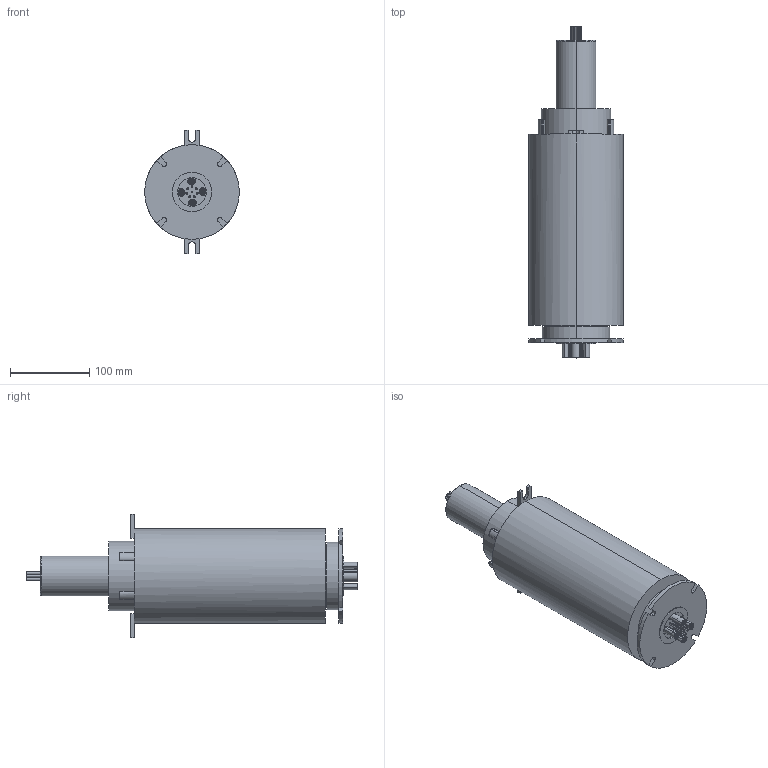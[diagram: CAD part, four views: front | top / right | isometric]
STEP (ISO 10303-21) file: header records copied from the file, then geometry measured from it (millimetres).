
FILE_DESCRIPTION (( 'STEP AP203' ), '1' );
FILE_NAME ('MFO808-S49-IP65(N098).STEP', '2020-08-11T02:10:49', ( 'User' ), ( 'China' ), 'SwSTEP 2.0', 'SolidWorks 2014', '' );
FILE_SCHEMA (( 'CONFIG_CONTROL_DESIGN' ));
Length unit declared in the file: millimetre
Products named in the file (1): MFO808-S49-IP65(N098)
Bounding box: 119 x 417.8 x 156 mm (x, y, z)
Volume: 3196091.5 mm3; surface area: 177002.2 mm2
Topology: 1 solids, 1 shells, 478 faces, 1002 edges, 666 vertices
Faces by surface type: cylinder 268, plane 176, bspline 32, cone 2
Entity records: 13477 total; most frequent: CARTESIAN_POINT 2819, DIRECTION 2374, ORIENTED_EDGE 2004, EDGE_CURVE 1002, AXIS2_PLACEMENT_3D 989, VERTEX_POINT 666, EDGE_LOOP 618, CIRCLE 542
